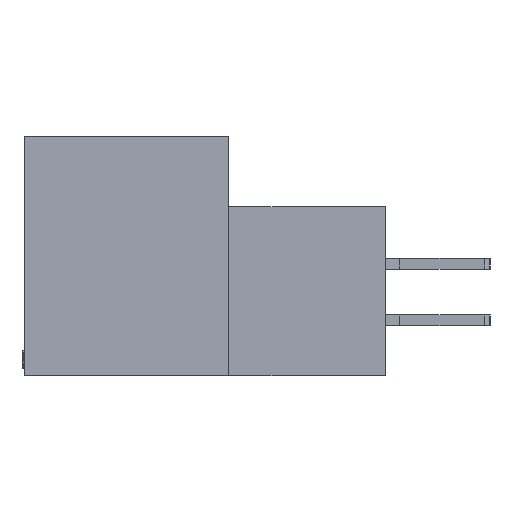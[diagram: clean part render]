
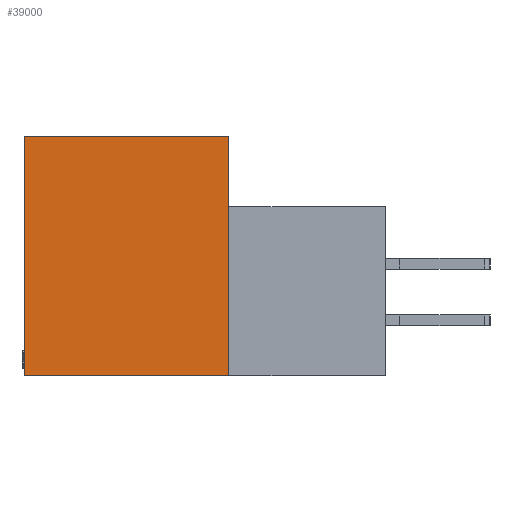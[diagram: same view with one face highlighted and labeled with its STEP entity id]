
A CAD part, left-side view. The second image highlights one B-rep face of the part: STEP entity #39000.
In plain terms, the highlighted planar face has unit normal (-1, 0, 0).
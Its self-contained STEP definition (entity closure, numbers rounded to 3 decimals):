
#504 = LINE ( 'NONE', #26524, #7731 ) ;
#1552 = DIRECTION ( 'NONE',  ( 0., -1., 0. ) ) ;
#1632 = CARTESIAN_POINT ( 'NONE',  ( 0., 11.506, -13.487 ) ) ;
#1880 = VERTEX_POINT ( 'NONE', #36090 ) ;
#2968 = DIRECTION ( 'NONE',  ( 0., 0., 1. ) ) ;
#3217 = CARTESIAN_POINT ( 'NONE',  ( 0., 0., 0. ) ) ;
#6398 = LINE ( 'NONE', #21955, #13666 ) ;
#7649 = VERTEX_POINT ( 'NONE', #24145 ) ;
#7731 = VECTOR ( 'NONE', #1552, 1000. ) ;
#7962 = LINE ( 'NONE', #39540, #35705 ) ;
#9477 = PLANE ( 'NONE',  #13119 ) ;
#11486 = CARTESIAN_POINT ( 'NONE',  ( 0., 11.506, 0. ) ) ;
#13119 = AXIS2_PLACEMENT_3D ( 'NONE', #24730, #31263, #21337 ) ;
#13666 = VECTOR ( 'NONE', #2968, 1000. ) ;
#14022 = EDGE_CURVE ( 'NONE', #1880, #7649, #33613, .T. ) ;
#15833 = FACE_OUTER_BOUND ( 'NONE', #30814, .T. ) ;
#16471 = ORIENTED_EDGE ( 'NONE', *, *, #20828, .F. ) ;
#20828 = EDGE_CURVE ( 'NONE', #7649, #23945, #7962, .T. ) ;
#21337 = DIRECTION ( 'NONE',  ( 0., 0., -1. ) ) ;
#21955 = CARTESIAN_POINT ( 'NONE',  ( 0., 11.506, -13.487 ) ) ;
#23032 = EDGE_CURVE ( 'NONE', #23945, #28795, #6398, .T. ) ;
#23945 = VERTEX_POINT ( 'NONE', #1632 ) ;
#24145 = CARTESIAN_POINT ( 'NONE',  ( 0., 0., -13.487 ) ) ;
#24580 = ORIENTED_EDGE ( 'NONE', *, *, #33462, .F. ) ;
#24730 = CARTESIAN_POINT ( 'NONE',  ( 0., 0., 0. ) ) ;
#24947 = DIRECTION ( 'NONE',  ( 0., 0., -1. ) ) ;
#26524 = CARTESIAN_POINT ( 'NONE',  ( 0., 11.506, 0. ) ) ;
#28795 = VERTEX_POINT ( 'NONE', #11486 ) ;
#30814 = EDGE_LOOP ( 'NONE', ( #16471, #32319, #24580, #33419 ) ) ;
#31263 = DIRECTION ( 'NONE',  ( 1., 0., 0. ) ) ;
#32203 = VECTOR ( 'NONE', #24947, 1000. ) ;
#32319 = ORIENTED_EDGE ( 'NONE', *, *, #14022, .F. ) ;
#33419 = ORIENTED_EDGE ( 'NONE', *, *, #23032, .F. ) ;
#33462 = EDGE_CURVE ( 'NONE', #28795, #1880, #504, .T. ) ;
#33613 = LINE ( 'NONE', #3217, #32203 ) ;
#35705 = VECTOR ( 'NONE', #36390, 1000. ) ;
#36090 = CARTESIAN_POINT ( 'NONE',  ( 0., 0., 0. ) ) ;
#36390 = DIRECTION ( 'NONE',  ( 0., 1., 0. ) ) ;
#39000 = ADVANCED_FACE ( 'NONE', ( #15833 ), #9477, .F. ) ;
#39540 = CARTESIAN_POINT ( 'NONE',  ( 0., -8.814, -13.487 ) ) ;
